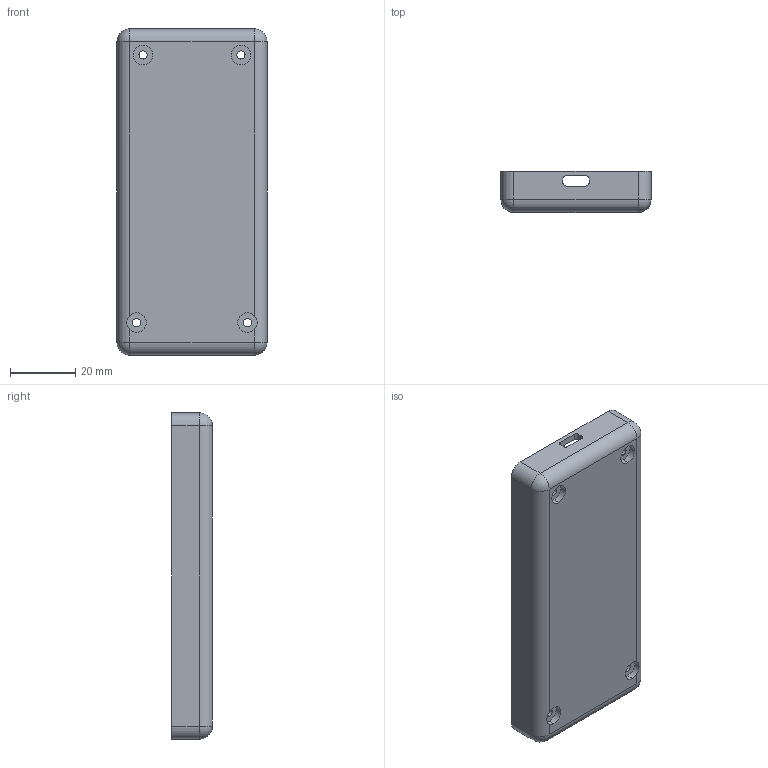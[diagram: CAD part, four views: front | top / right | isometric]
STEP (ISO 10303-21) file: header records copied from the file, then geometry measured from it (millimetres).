
FILE_DESCRIPTION (( 'STEP AP203' ), '1' );
FILE_NAME ('狟褲.STEP', '2025-04-03T13:37:19', ( '' ), ( '' ), 'SwSTEP 2.0', 'SolidWorks 2022', '' );
FILE_SCHEMA (( 'CONFIG_CONTROL_DESIGN' ));
Length unit declared in the file: millimetre
Products named in the file (1): 狟褲
Bounding box: 46 x 12.5 x 100 mm (x, y, z)
Volume: 14272.8 mm3; surface area: 15318.2 mm2
Topology: 1 solids, 1 shells, 184 faces, 478 edges, 288 vertices
Faces by surface type: cylinder 82, plane 58, torus 18, sphere 12, cone 8, bspline 6
Entity records: 6103 total; most frequent: CARTESIAN_POINT 1463, DIRECTION 1020, ORIENTED_EDGE 936, EDGE_CURVE 468, AXIS2_PLACEMENT_3D 395, VERTEX_POINT 288, VECTOR 230, LINE 230
